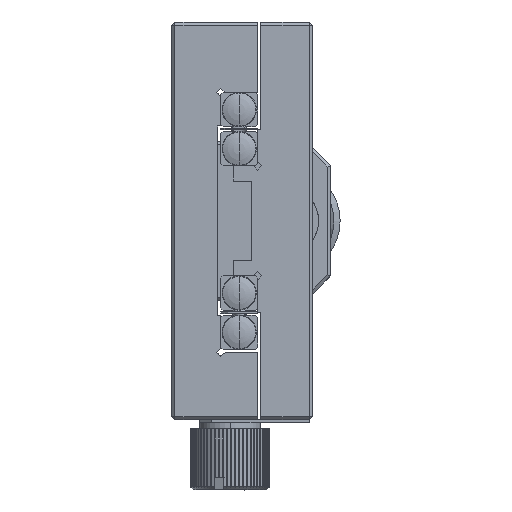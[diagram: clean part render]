
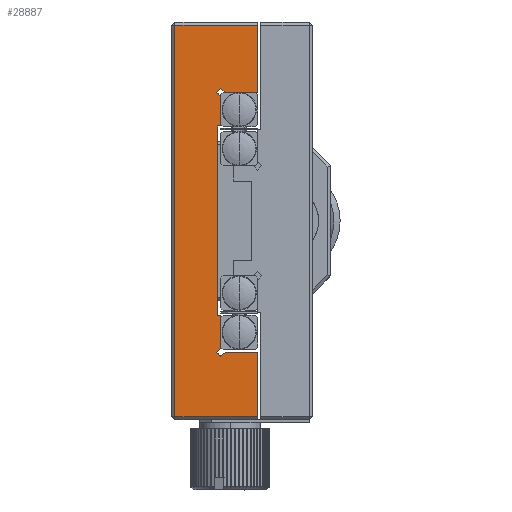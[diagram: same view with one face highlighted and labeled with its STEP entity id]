
A CAD part, left-side view. The second image highlights one B-rep face of the part: STEP entity #28887.
In plain terms, the highlighted planar face has unit normal (-1, 0, 0).
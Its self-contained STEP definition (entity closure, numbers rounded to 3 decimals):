
#518 = AXIS2_PLACEMENT_3D ( 'NONE', #16241, #17231, #7661 ) ;
#592 = EDGE_CURVE ( 'NONE', #23164, #17119, #29695, .T. ) ;
#780 = FACE_OUTER_BOUND ( 'NONE', #33947, .T. ) ;
#927 = DIRECTION ( 'NONE',  ( 0., 0.707, 0.707 ) ) ;
#1065 = VECTOR ( 'NONE', #5903, 1000. ) ;
#1636 = CARTESIAN_POINT ( 'NONE',  ( -32.5, 9., -32.5 ) ) ;
#1953 = ORIENTED_EDGE ( 'NONE', *, *, #24519, .T. ) ;
#2118 = ORIENTED_EDGE ( 'NONE', *, *, #22021, .T. ) ;
#2331 = VERTEX_POINT ( 'NONE', #2601 ) ;
#2601 = CARTESIAN_POINT ( 'NONE',  ( -32.5, 15.5, -15.5 ) ) ;
#2655 = ORIENTED_EDGE ( 'NONE', *, *, #35679, .T. ) ;
#3025 = CARTESIAN_POINT ( 'NONE',  ( -32.5, 15.707, 21. ) ) ;
#3237 = LINE ( 'NONE', #15665, #7885 ) ;
#3253 = CARTESIAN_POINT ( 'NONE',  ( -32.5, 22.5, 32. ) ) ;
#3350 = EDGE_CURVE ( 'NONE', #33572, #24664, #3237, .T. ) ;
#3538 = ORIENTED_EDGE ( 'NONE', *, *, #20511, .T. ) ;
#3849 = LINE ( 'NONE', #25619, #38834 ) ;
#4169 = ORIENTED_EDGE ( 'NONE', *, *, #32289, .T. ) ;
#4282 = DIRECTION ( 'NONE',  ( 0., 0., 1. ) ) ;
#4310 = ORIENTED_EDGE ( 'NONE', *, *, #6285, .T. ) ;
#4763 = VERTEX_POINT ( 'NONE', #35747 ) ;
#4892 = EDGE_CURVE ( 'NONE', #22935, #24680, #8890, .T. ) ;
#4984 = VERTEX_POINT ( 'NONE', #13352 ) ;
#5179 = DIRECTION ( 'NONE',  ( 0., 0., 1. ) ) ;
#5278 = ORIENTED_EDGE ( 'NONE', *, *, #29996, .T. ) ;
#5712 = VERTEX_POINT ( 'NONE', #33815 ) ;
#5903 = DIRECTION ( 'NONE',  ( 0., 1., 0. ) ) ;
#6125 = VECTOR ( 'NONE', #34190, 1000. ) ;
#6285 = EDGE_CURVE ( 'NONE', #39261, #28334, #3849, .T. ) ;
#6389 = VECTOR ( 'NONE', #927, 1000. ) ;
#6697 = CARTESIAN_POINT ( 'NONE',  ( -32.5, 15.707, 21. ) ) ;
#6858 = EDGE_CURVE ( 'NONE', #23164, #39261, #7847, .T. ) ;
#6895 = DIRECTION ( 'NONE',  ( 0., 0., 1. ) ) ;
#7352 = CARTESIAN_POINT ( 'NONE',  ( -32.5, 22.5, 32.5 ) ) ;
#7661 = DIRECTION ( 'NONE',  ( 0., -1., 0. ) ) ;
#7705 = ORIENTED_EDGE ( 'NONE', *, *, #6858, .T. ) ;
#7847 = LINE ( 'NONE', #38107, #32084 ) ;
#7885 = VECTOR ( 'NONE', #22172, 1000. ) ;
#8453 = EDGE_CURVE ( 'NONE', #24664, #36242, #31452, .T. ) ;
#8491 = CARTESIAN_POINT ( 'NONE',  ( -32.5, 15., -20.793 ) ) ;
#8724 = CARTESIAN_POINT ( 'NONE',  ( -32.5, 15., -15.5 ) ) ;
#8890 = LINE ( 'NONE', #21309, #16742 ) ;
#8982 = CARTESIAN_POINT ( 'NONE',  ( -32.5, 15.5, -15.5 ) ) ;
#9645 = VECTOR ( 'NONE', #12298, 1000. ) ;
#10026 = LINE ( 'NONE', #13085, #31095 ) ;
#10081 = LINE ( 'NONE', #22306, #6389 ) ;
#10508 = DIRECTION ( 'NONE',  ( 0., -1., 0. ) ) ;
#10631 = LINE ( 'NONE', #38844, #14926 ) ;
#11337 = ORIENTED_EDGE ( 'NONE', *, *, #3350, .T. ) ;
#11851 = LINE ( 'NONE', #8982, #29609 ) ;
#12218 = VERTEX_POINT ( 'NONE', #13346 ) ;
#12298 = DIRECTION ( 'NONE',  ( 0., 1., 0. ) ) ;
#12469 = EDGE_CURVE ( 'NONE', #5712, #17119, #30613, .T. ) ;
#12599 = LINE ( 'NONE', #6697, #17983 ) ;
#12931 = VERTEX_POINT ( 'NONE', #14908 ) ;
#13085 = CARTESIAN_POINT ( 'NONE',  ( -32.5, 15., -22.207 ) ) ;
#13331 = CARTESIAN_POINT ( 'NONE',  ( -32.5, 22.5, -32. ) ) ;
#13346 = CARTESIAN_POINT ( 'NONE',  ( -32.5, 15.5, 15.5 ) ) ;
#13352 = CARTESIAN_POINT ( 'NONE',  ( -32.5, 14.293, -21.5 ) ) ;
#13884 = DIRECTION ( 'NONE',  ( 0., 0.707, -0.707 ) ) ;
#13983 = CARTESIAN_POINT ( 'NONE',  ( -32.5, 23., 15.5 ) ) ;
#14044 = DIRECTION ( 'NONE',  ( 0., 0., 1. ) ) ;
#14251 = LINE ( 'NONE', #1636, #20995 ) ;
#14402 = DIRECTION ( 'NONE',  ( 0., -1., 0. ) ) ;
#14908 = CARTESIAN_POINT ( 'NONE',  ( -32.5, 15., 20.293 ) ) ;
#14926 = VECTOR ( 'NONE', #13884, 1000. ) ;
#15665 = CARTESIAN_POINT ( 'NONE',  ( -32.5, 15.707, -21.5 ) ) ;
#15786 = EDGE_CURVE ( 'NONE', #24680, #5712, #14251, .T. ) ;
#16007 = CARTESIAN_POINT ( 'NONE',  ( -32.5, 15., -20.793 ) ) ;
#16241 = CARTESIAN_POINT ( 'NONE',  ( -32.5, 23., -32.5 ) ) ;
#16742 = VECTOR ( 'NONE', #21527, 1000. ) ;
#16751 = EDGE_CURVE ( 'NONE', #4763, #22935, #28128, .T. ) ;
#16829 = ORIENTED_EDGE ( 'NONE', *, *, #32734, .T. ) ;
#16984 = VECTOR ( 'NONE', #5179, 1000. ) ;
#17119 = VERTEX_POINT ( 'NONE', #3253 ) ;
#17182 = CARTESIAN_POINT ( 'NONE',  ( -32.5, 9., -21.5 ) ) ;
#17231 = DIRECTION ( 'NONE',  ( -1., 0., 0. ) ) ;
#17983 = VECTOR ( 'NONE', #39995, 1000. ) ;
#18950 = EDGE_CURVE ( 'NONE', #2331, #12218, #11851, .T. ) ;
#19476 = EDGE_CURVE ( 'NONE', #20605, #4763, #12599, .T. ) ;
#20511 = EDGE_CURVE ( 'NONE', #28334, #4984, #39218, .T. ) ;
#20605 = VERTEX_POINT ( 'NONE', #3025 ) ;
#20995 = VECTOR ( 'NONE', #14044, 1000. ) ;
#21309 = CARTESIAN_POINT ( 'NONE',  ( -32.5, 23., 21. ) ) ;
#21396 = DIRECTION ( 'NONE',  ( 0., 0., 1. ) ) ;
#21527 = DIRECTION ( 'NONE',  ( 0., -1., 0. ) ) ;
#21868 = VECTOR ( 'NONE', #14402, 1000. ) ;
#22021 = EDGE_CURVE ( 'NONE', #12931, #20605, #10081, .T. ) ;
#22172 = DIRECTION ( 'NONE',  ( 0., -0.707, 0.707 ) ) ;
#22205 = VERTEX_POINT ( 'NONE', #30590 ) ;
#22306 = CARTESIAN_POINT ( 'NONE',  ( -32.5, 15., 20.293 ) ) ;
#22435 = DIRECTION ( 'NONE',  ( 0., 0.707, 0.707 ) ) ;
#22935 = VERTEX_POINT ( 'NONE', #33280 ) ;
#23164 = VERTEX_POINT ( 'NONE', #13331 ) ;
#24117 = CARTESIAN_POINT ( 'NONE',  ( -32.5, 23., 32. ) ) ;
#24519 = EDGE_CURVE ( 'NONE', #12218, #39238, #29441, .T. ) ;
#24664 = VERTEX_POINT ( 'NONE', #8491 ) ;
#24680 = VERTEX_POINT ( 'NONE', #36919 ) ;
#25209 = VECTOR ( 'NONE', #38338, 1000. ) ;
#25619 = CARTESIAN_POINT ( 'NONE',  ( -32.5, 9., -32.5 ) ) ;
#26027 = VECTOR ( 'NONE', #39756, 1000. ) ;
#26145 = ORIENTED_EDGE ( 'NONE', *, *, #4892, .T. ) ;
#27002 = ORIENTED_EDGE ( 'NONE', *, *, #18950, .T. ) ;
#27399 = LINE ( 'NONE', #30425, #26027 ) ;
#28128 = LINE ( 'NONE', #31364, #6125 ) ;
#28334 = VERTEX_POINT ( 'NONE', #17182 ) ;
#28887 = ADVANCED_FACE ( 'NONE', ( #780 ), #31665, .T. ) ;
#29441 = LINE ( 'NONE', #13983, #21868 ) ;
#29609 = VECTOR ( 'NONE', #21396, 1000. ) ;
#29695 = LINE ( 'NONE', #7352, #31974 ) ;
#29993 = LINE ( 'NONE', #36066, #16984 ) ;
#29996 = EDGE_CURVE ( 'NONE', #22205, #33572, #10026, .T. ) ;
#30384 = ORIENTED_EDGE ( 'NONE', *, *, #12469, .T. ) ;
#30425 = CARTESIAN_POINT ( 'NONE',  ( -32.5, 23., -15.5 ) ) ;
#30590 = CARTESIAN_POINT ( 'NONE',  ( -32.5, 15., -22.207 ) ) ;
#30595 = ORIENTED_EDGE ( 'NONE', *, *, #8453, .T. ) ;
#30613 = LINE ( 'NONE', #24117, #9645 ) ;
#30706 = CARTESIAN_POINT ( 'NONE',  ( -32.5, 23., -21.5 ) ) ;
#30974 = ORIENTED_EDGE ( 'NONE', *, *, #19476, .T. ) ;
#31095 = VECTOR ( 'NONE', #22435, 1000. ) ;
#31364 = CARTESIAN_POINT ( 'NONE',  ( -32.5, 15., 21.707 ) ) ;
#31452 = LINE ( 'NONE', #16007, #25209 ) ;
#31665 = PLANE ( 'NONE',  #518 ) ;
#31974 = VECTOR ( 'NONE', #4282, 1000. ) ;
#32084 = VECTOR ( 'NONE', #10508, 1000. ) ;
#32289 = EDGE_CURVE ( 'NONE', #36242, #2331, #27399, .T. ) ;
#32322 = ORIENTED_EDGE ( 'NONE', *, *, #592, .F. ) ;
#32734 = EDGE_CURVE ( 'NONE', #39238, #12931, #29993, .T. ) ;
#33280 = CARTESIAN_POINT ( 'NONE',  ( -32.5, 14.293, 21. ) ) ;
#33572 = VERTEX_POINT ( 'NONE', #35653 ) ;
#33815 = CARTESIAN_POINT ( 'NONE',  ( -32.5, 9., 32. ) ) ;
#33947 = EDGE_LOOP ( 'NONE', ( #35033, #26145, #36977, #30384, #32322, #7705, #4310, #3538, #2655, #5278, #11337, #30595, #4169, #27002, #1953, #16829, #2118, #30974 ) ) ;
#34190 = DIRECTION ( 'NONE',  ( 0., -0.707, -0.707 ) ) ;
#35033 = ORIENTED_EDGE ( 'NONE', *, *, #16751, .T. ) ;
#35653 = CARTESIAN_POINT ( 'NONE',  ( -32.5, 15.707, -21.5 ) ) ;
#35679 = EDGE_CURVE ( 'NONE', #4984, #22205, #10631, .T. ) ;
#35747 = CARTESIAN_POINT ( 'NONE',  ( -32.5, 15., 21.707 ) ) ;
#35880 = CARTESIAN_POINT ( 'NONE',  ( -32.5, 15., 15.5 ) ) ;
#36066 = CARTESIAN_POINT ( 'NONE',  ( -32.5, 15., 15.5 ) ) ;
#36242 = VERTEX_POINT ( 'NONE', #8724 ) ;
#36919 = CARTESIAN_POINT ( 'NONE',  ( -32.5, 9., 21. ) ) ;
#36977 = ORIENTED_EDGE ( 'NONE', *, *, #15786, .T. ) ;
#37452 = CARTESIAN_POINT ( 'NONE',  ( -32.5, 9., -32. ) ) ;
#38107 = CARTESIAN_POINT ( 'NONE',  ( -32.5, 23., -32. ) ) ;
#38338 = DIRECTION ( 'NONE',  ( 0., 0., 1. ) ) ;
#38834 = VECTOR ( 'NONE', #6895, 1000. ) ;
#38844 = CARTESIAN_POINT ( 'NONE',  ( -32.5, 15., -22.207 ) ) ;
#39218 = LINE ( 'NONE', #30706, #1065 ) ;
#39238 = VERTEX_POINT ( 'NONE', #35880 ) ;
#39261 = VERTEX_POINT ( 'NONE', #37452 ) ;
#39756 = DIRECTION ( 'NONE',  ( 0., 1., 0. ) ) ;
#39995 = DIRECTION ( 'NONE',  ( 0., -0.707, 0.707 ) ) ;
